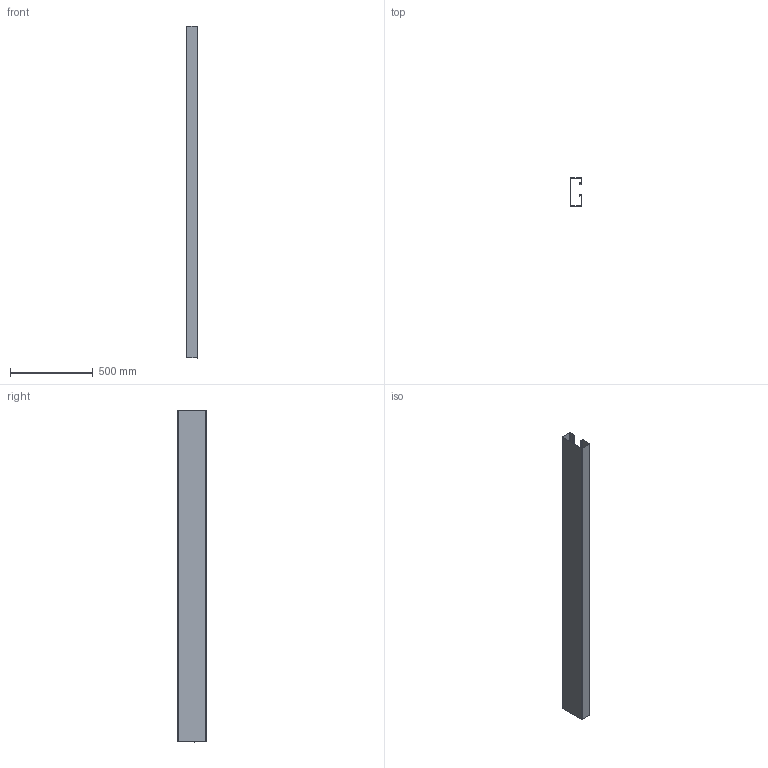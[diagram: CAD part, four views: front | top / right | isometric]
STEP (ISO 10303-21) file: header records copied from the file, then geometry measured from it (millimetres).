
FILE_DESCRIPTION((''),'2;1');
FILE_NAME('6277800','2013-06-07T',('AndreasKeweloh'),(''),'PRO/ENGINEER BY PARAMETRIC TECHNOLOGY CORPORATION, 2012360','PRO/ENGINEER BY PARAMETRIC TECHNOLOGY CORPORATION, 2012360','');
FILE_SCHEMA(('CONFIG_CONTROL_DESIGN'));
Length unit declared in the file: millimetre
Products named in the file (1): 6277800
Bounding box: 70 x 170 x 2000 mm (x, y, z)
Volume: 900450.2 mm3; surface area: 1805795.2 mm2
Topology: 1 solids, 1 shells, 84 faces, 194 edges, 112 vertices
Faces by surface type: plane 52, cylinder 26, bspline 6
Entity records: 2575 total; most frequent: CARTESIAN_POINT 667, ORIENTED_EDGE 388, DIRECTION 378, EDGE_CURVE 194, VECTOR 142, LINE 142, AXIS2_PLACEMENT_3D 118, VERTEX_POINT 112
